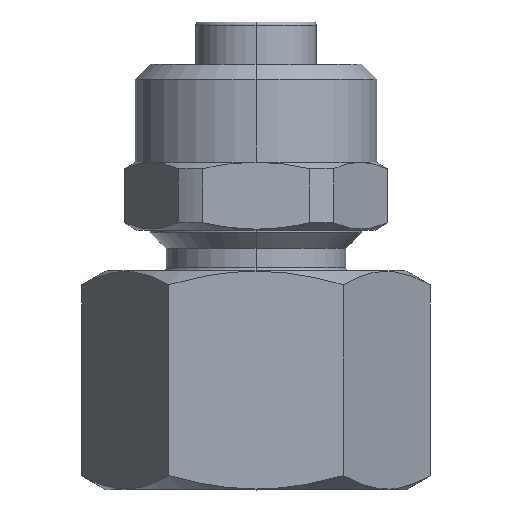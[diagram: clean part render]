
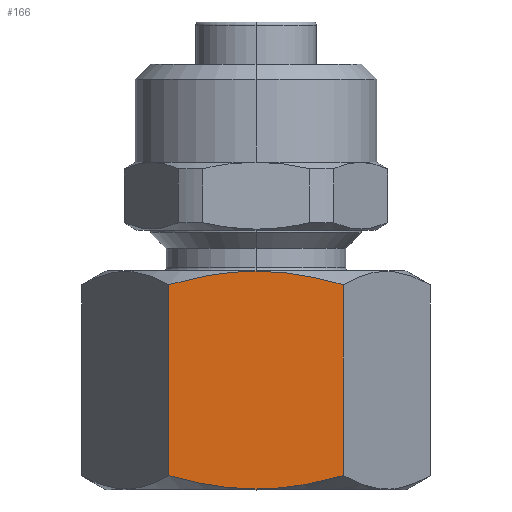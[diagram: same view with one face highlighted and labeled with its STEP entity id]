
A CAD part, top view. The second image highlights one B-rep face of the part: STEP entity #166.
In plain terms, the highlighted planar face has unit normal (0, 0, 1).
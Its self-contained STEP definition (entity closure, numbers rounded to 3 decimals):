
#166 = ADVANCED_FACE ( 'NONE', ( #853 ), #1310, .T. ) ;
#246 = EDGE_CURVE ( 'NONE', #761, #760, #1634, .T. ) ;
#277 = EDGE_CURVE ( 'NONE', #733, #732, #981, .T. ) ;
#288 = EDGE_CURVE ( 'NONE', #725, #733, #987, .T. ) ;
#303 = EDGE_CURVE ( 'NONE', #725, #722, #939, .T. ) ;
#305 = EDGE_CURVE ( 'NONE', #732, #761, #940, .T. ) ;
#306 = EDGE_CURVE ( 'NONE', #760, #722, #991, .T. ) ;
#433 = AXIS2_PLACEMENT_3D ( 'NONE', #1311, #1312, #1313 ) ;
#722 = VERTEX_POINT ( 'NONE', #1586 ) ;
#725 = VERTEX_POINT ( 'NONE', #1589 ) ;
#732 = VERTEX_POINT ( 'NONE', #1596 ) ;
#733 = VERTEX_POINT ( 'NONE', #1597 ) ;
#760 = VERTEX_POINT ( 'NONE', #1399 ) ;
#761 = VERTEX_POINT ( 'NONE', #1400 ) ;
#853 = FACE_OUTER_BOUND ( 'NONE', #1045, .T. ) ;
#939 = LINE ( 'NONE', #1495, #1620 ) ;
#940 = LINE ( 'NONE', #1509, #1791 ) ;
#981 = B_SPLINE_CURVE_WITH_KNOTS ( 'NONE', 3,
 ( #1846, #1847, #1848, #1849, #1850, #1851, #1852, #1853 ),
 .UNSPECIFIED., .F., .F.,
 ( 4, 2, 2, 4 ),
 ( 0.016, 0.018, 0.019, 0.022 ),
 .UNSPECIFIED. ) ;
#987 = B_SPLINE_CURVE_WITH_KNOTS ( 'NONE', 3,
 ( #1927, #1928, #1929, #1930, #1931, #1932 ),
 .UNSPECIFIED., .F., .F.,
 ( 4, 2, 4 ),
 ( 0.01, 0.013, 0.016 ),
 .UNSPECIFIED. ) ;
#991 = B_SPLINE_CURVE_WITH_KNOTS ( 'NONE', 3,
 ( #1511, #1512, #1513, #1514, #1515, #1516 ),
 .UNSPECIFIED., .F., .F.,
 ( 4, 2, 4 ),
 ( 0.031, 0.034, 0.037 ),
 .UNSPECIFIED. ) ;
#1045 = EDGE_LOOP ( 'NONE', ( #1730, #1732, #1729, #1731, #1733, #1735 ) ) ;
#1310 = PLANE ( 'NONE',  #433 ) ;
#1311 = CARTESIAN_POINT ( 'NONE',  ( 5.774, 15., 10. ) ) ;
#1312 = DIRECTION ( 'NONE',  ( 0., 0., 1. ) ) ;
#1313 = DIRECTION ( 'NONE',  ( 1., 0., 0. ) ) ;
#1399 = CARTESIAN_POINT ( 'NONE',  ( 0., 0.029, 10. ) ) ;
#1400 = CARTESIAN_POINT ( 'NONE',  ( 5.774, 0.922, 10. ) ) ;
#1495 = CARTESIAN_POINT ( 'NONE',  ( -5.774, 15., 10. ) ) ;
#1496 = DIRECTION ( 'NONE',  ( 0., -1., 0. ) ) ;
#1509 = CARTESIAN_POINT ( 'NONE',  ( 5.774, 15., 10. ) ) ;
#1510 = DIRECTION ( 'NONE',  ( 0., -1., 0. ) ) ;
#1511 = CARTESIAN_POINT ( 'NONE',  ( 0., 0.029, 10. ) ) ;
#1512 = CARTESIAN_POINT ( 'NONE',  ( -0.976, 0.029, 10. ) ) ;
#1513 = CARTESIAN_POINT ( 'NONE',  ( -1.945, 0.113, 10. ) ) ;
#1514 = CARTESIAN_POINT ( 'NONE',  ( -3.873, 0.424, 10. ) ) ;
#1515 = CARTESIAN_POINT ( 'NONE',  ( -4.834, 0.651, 10. ) ) ;
#1516 = CARTESIAN_POINT ( 'NONE',  ( -5.774, 0.922, 10. ) ) ;
#1586 = CARTESIAN_POINT ( 'NONE',  ( -5.774, 0.922, 10. ) ) ;
#1589 = CARTESIAN_POINT ( 'NONE',  ( -5.774, 13.578, 10. ) ) ;
#1596 = CARTESIAN_POINT ( 'NONE',  ( 5.774, 13.578, 10. ) ) ;
#1597 = CARTESIAN_POINT ( 'NONE',  ( 0., 14.471, 10. ) ) ;
#1620 = VECTOR ( 'NONE', #1496, 1000. ) ;
#1634 = B_SPLINE_CURVE_WITH_KNOTS ( 'NONE', 3,
 ( #2032, #2033, #2034, #2035, #2036, #2037, #2038, #2039 ),
 .UNSPECIFIED., .F., .F.,
 ( 4, 2, 2, 4 ),
 ( 0.025, 0.028, 0.03, 0.031 ),
 .UNSPECIFIED. ) ;
#1729 = ORIENTED_EDGE ( 'NONE', *, *, #288, .F. ) ;
#1730 = ORIENTED_EDGE ( 'NONE', *, *, #305, .F. ) ;
#1731 = ORIENTED_EDGE ( 'NONE', *, *, #303, .T. ) ;
#1732 = ORIENTED_EDGE ( 'NONE', *, *, #277, .F. ) ;
#1733 = ORIENTED_EDGE ( 'NONE', *, *, #306, .F. ) ;
#1735 = ORIENTED_EDGE ( 'NONE', *, *, #246, .F. ) ;
#1791 = VECTOR ( 'NONE', #1510, 1000. ) ;
#1846 = CARTESIAN_POINT ( 'NONE',  ( 0., 14.471, 10. ) ) ;
#1847 = CARTESIAN_POINT ( 'NONE',  ( 0.488, 14.471, 10. ) ) ;
#1848 = CARTESIAN_POINT ( 'NONE',  ( 0.978, 14.45, 10. ) ) ;
#1849 = CARTESIAN_POINT ( 'NONE',  ( 1.961, 14.368, 10. ) ) ;
#1850 = CARTESIAN_POINT ( 'NONE',  ( 2.448, 14.307, 10. ) ) ;
#1851 = CARTESIAN_POINT ( 'NONE',  ( 3.894, 14.072, 10. ) ) ;
#1852 = CARTESIAN_POINT ( 'NONE',  ( 4.84, 13.847, 10. ) ) ;
#1853 = CARTESIAN_POINT ( 'NONE',  ( 5.774, 13.578, 10. ) ) ;
#1927 = CARTESIAN_POINT ( 'NONE',  ( -5.774, 13.578, 10. ) ) ;
#1928 = CARTESIAN_POINT ( 'NONE',  ( -4.834, 13.849, 10. ) ) ;
#1929 = CARTESIAN_POINT ( 'NONE',  ( -3.873, 14.076, 10. ) ) ;
#1930 = CARTESIAN_POINT ( 'NONE',  ( -1.945, 14.387, 10. ) ) ;
#1931 = CARTESIAN_POINT ( 'NONE',  ( -0.976, 14.471, 10. ) ) ;
#1932 = CARTESIAN_POINT ( 'NONE',  ( 0., 14.471, 10. ) ) ;
#2032 = CARTESIAN_POINT ( 'NONE',  ( 5.774, 0.922, 10. ) ) ;
#2033 = CARTESIAN_POINT ( 'NONE',  ( 4.84, 0.653, 10. ) ) ;
#2034 = CARTESIAN_POINT ( 'NONE',  ( 3.894, 0.428, 10. ) ) ;
#2035 = CARTESIAN_POINT ( 'NONE',  ( 2.448, 0.193, 10. ) ) ;
#2036 = CARTESIAN_POINT ( 'NONE',  ( 1.961, 0.132, 10. ) ) ;
#2037 = CARTESIAN_POINT ( 'NONE',  ( 0.978, 0.05, 10. ) ) ;
#2038 = CARTESIAN_POINT ( 'NONE',  ( 0.488, 0.029, 10. ) ) ;
#2039 = CARTESIAN_POINT ( 'NONE',  ( 0., 0.029, 10. ) ) ;
